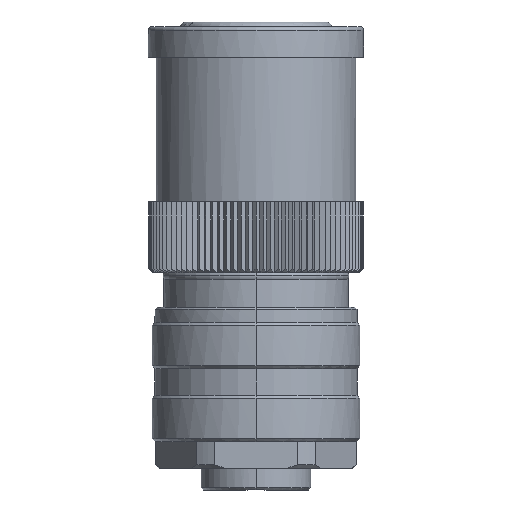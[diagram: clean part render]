
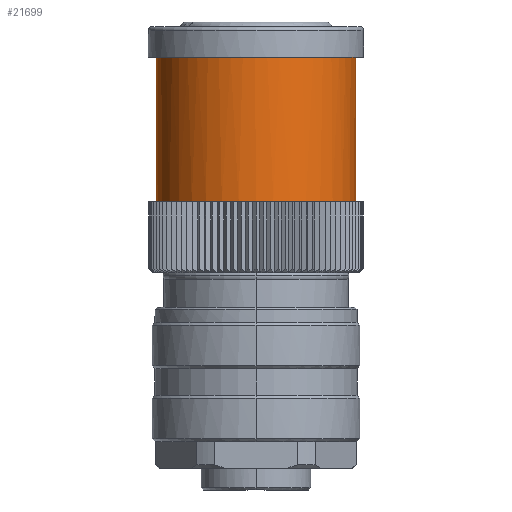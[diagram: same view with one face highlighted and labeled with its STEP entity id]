
A CAD part, front view. The second image highlights one B-rep face of the part: STEP entity #21699.
In plain terms, the highlighted cylindrical face has radius 13 mm (diameter 26 mm), a partial arc.
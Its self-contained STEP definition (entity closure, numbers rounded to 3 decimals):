
#19071=AXIS2_PLACEMENT_3D('Cylinder Axis2P3D',#19068,#19069,#19070) ;
#21690=AXIS2_PLACEMENT_3D('Circle Axis2P3D',#21688,#21689,$) ;
#19068=CARTESIAN_POINT('Axis2P3D Location',(14.,14.,44.05)) ;
#21454=CARTESIAN_POINT('Line Origine',(1.,14.,44.05)) ;
#21458=CARTESIAN_POINT('Vertex',(1.,14.,37.5)) ;
#21460=CARTESIAN_POINT('Vertex',(1.,14.,56.3)) ;
#21472=CARTESIAN_POINT('Vertex',(27.,14.,56.3)) ;
#21475=CARTESIAN_POINT('Line Origine',(27.,14.,44.05)) ;
#21479=CARTESIAN_POINT('Vertex',(27.,14.,37.5)) ;
#21513=CARTESIAN_POINT('Control Point',(27.,14.,56.3)) ;
#21514=CARTESIAN_POINT('Control Point',(27.,12.894,56.3)) ;
#21515=CARTESIAN_POINT('Control Point',(26.882,11.787,56.3)) ;
#21516=CARTESIAN_POINT('Control Point',(26.647,10.697,56.3)) ;
#21517=CARTESIAN_POINT('Control Point',(25.907,8.461,56.3)) ;
#21518=CARTESIAN_POINT('Control Point',(24.686,6.442,56.3)) ;
#21519=CARTESIAN_POINT('Control Point',(23.917,5.458,56.3)) ;
#21520=CARTESIAN_POINT('Control Point',(22.161,3.693,56.3)) ;
#21521=CARTESIAN_POINT('Control Point',(20.04,2.388,56.3)) ;
#21522=CARTESIAN_POINT('Control Point',(18.906,1.866,56.3)) ;
#21523=CARTESIAN_POINT('Control Point',(16.536,1.1,56.3)) ;
#21524=CARTESIAN_POINT('Control Point',(14.053,0.911,56.3)) ;
#21525=CARTESIAN_POINT('Control Point',(12.806,0.966,56.3)) ;
#21526=CARTESIAN_POINT('Control Point',(10.349,1.37,56.3)) ;
#21527=CARTESIAN_POINT('Control Point',(8.055,2.339,56.3)) ;
#21528=CARTESIAN_POINT('Control Point',(6.971,2.959,56.3)) ;
#21529=CARTESIAN_POINT('Control Point',(4.972,4.443,56.3)) ;
#21530=CARTESIAN_POINT('Control Point',(3.376,6.355,56.3)) ;
#21531=CARTESIAN_POINT('Control Point',(2.696,7.402,56.3)) ;
#21532=CARTESIAN_POINT('Control Point',(1.757,9.314,56.3)) ;
#21533=CARTESIAN_POINT('Control Point',(1.223,11.37,56.3)) ;
#21534=CARTESIAN_POINT('Control Point',(1.074,12.241,56.3)) ;
#21535=CARTESIAN_POINT('Control Point',(1.,13.12,56.3)) ;
#21536=CARTESIAN_POINT('Control Point',(1.,14.,56.3)) ;
#21688=CARTESIAN_POINT('Axis2P3D Location',(14.,14.,37.5)) ;
#19069=DIRECTION('Axis2P3D Direction',(-0.,0.,1.)) ;
#19070=DIRECTION('Axis2P3D XDirection',(-1.,0.,-0.)) ;
#21455=DIRECTION('Vector Direction',(0.,0.,1.)) ;
#21476=DIRECTION('Vector Direction',(0.,0.,1.)) ;
#21689=DIRECTION('Axis2P3D Direction',(-0.,0.,1.)) ;
#21456=VECTOR('Line Direction',#21455,1.) ;
#21477=VECTOR('Line Direction',#21476,1.) ;
#21694=ORIENTED_EDGE('',*,*,#21481,.F.) ;
#21695=ORIENTED_EDGE('',*,*,#21537,.T.) ;
#21696=ORIENTED_EDGE('',*,*,#21462,.F.) ;
#21697=ORIENTED_EDGE('',*,*,#21692,.T.) ;
#21699=ADVANCED_FACE('BREP_WITH_VOIDS #40',(#21698),#19072,.T.) ;
#21512=B_SPLINE_CURVE_WITH_KNOTS('',5,(#21513,#21514,#21515,#21516,#21517,#21518,#21519,#21520,#21521,#21522,#21523,#21524,#21525,#21526,#21527,#21528,#21529,#21530,#21531,#21532,#21533,#21534,#21535,#21536),.UNSPECIFIED.,.F.,.U.,(6,3,3,3,3,3,3,6),(18.405,26.229,34.972,43.715,52.457,61.2,69.943,76.162),.UNSPECIFIED.) ;
#21691=CIRCLE('generated circle',#21690,13.) ;
#19072=CYLINDRICAL_SURFACE('generated cylinder',#19071,13.) ;
#21462=EDGE_CURVE('',#21459,#21461,#21457,.T.) ;
#21481=EDGE_CURVE('',#21473,#21480,#21478,.F.) ;
#21537=EDGE_CURVE('',#21473,#21461,#21512,.T.) ;
#21692=EDGE_CURVE('',#21459,#21480,#21691,.T.) ;
#21693=EDGE_LOOP('',(#21694,#21695,#21696,#21697)) ;
#21698=FACE_OUTER_BOUND('',#21693,.T.) ;
#21457=LINE('Line',#21454,#21456) ;
#21478=LINE('Line',#21475,#21477) ;
#21459=VERTEX_POINT('',#21458) ;
#21461=VERTEX_POINT('',#21460) ;
#21473=VERTEX_POINT('',#21472) ;
#21480=VERTEX_POINT('',#21479) ;
